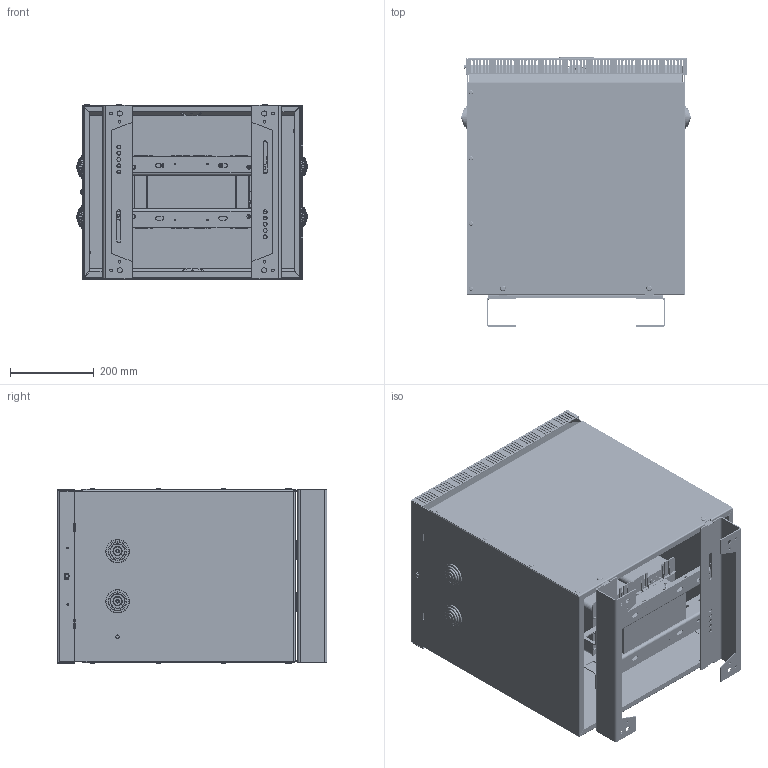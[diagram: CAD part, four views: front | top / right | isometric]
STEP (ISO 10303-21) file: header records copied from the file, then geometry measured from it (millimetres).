
FILE_DESCRIPTION(/* description */ (''),/* implementation_level */ '2;1');
FILE_NAME(/* name */ 'TKW6.3.stp',/* time_stamp */ '2024-01-10T11:16:52+01:00',/* author */ ('ops'),/* organization */ (''),/* preprocessor_version */ 'ST-DEVELOPER v16.13',/* originating_system */ 'Autodesk Inventor 2018',/* authorisation */ '');
FILE_SCHEMA (('AUTOMOTIVE_DESIGN { 1 0 10303 214 3 1 1 }'));
Products named in the file (1): TKW6.3
Bounding box: 551 x 645.8 x 420.95 mm (x, y, z)
Volume: 12998604.7 mm3; surface area: 4490309.9 mm2
Topology: 43 solids, 43 shells, 1891 faces, 4890 edges, 3169 vertices
Faces by surface type: plane 1178, cylinder 631, torus 42, cone 22, bspline 18
Full cylindrical faces by diameter (mm): 3.2 x2, 3.5 x24, 4 x2, 4.567 x1, 5 x11, 5.2 x16, 5.6 x1, 6 x8, 6.4 x4, 6.5 x4, 6.647 x10, 6.7 x1, 8 x6, 8.4 x4, 8.5 x4, 9 x30, 11 x1, 12 x28, 16 x4, 20 x4, 22 x4, 34 x4, 36 x4, 43 x4, 45 x4, 46.5 x4, 48 x4, 48.5 x4, 54 x4, 56 x4
Entity records: 80782 total; most frequent: CARTESIAN_POINT 31984, DIRECTION 9756, ORIENTED_EDGE 9206, EDGE_CURVE 4601, AXIS2_PLACEMENT_3D 3321, VERTEX_POINT 3143, LINE 3114, VECTOR 3114
